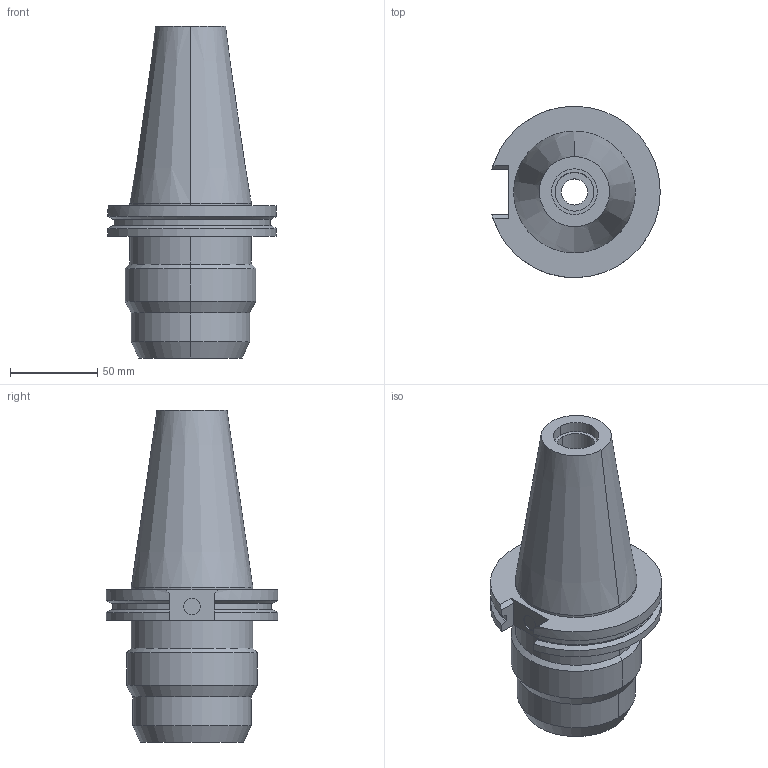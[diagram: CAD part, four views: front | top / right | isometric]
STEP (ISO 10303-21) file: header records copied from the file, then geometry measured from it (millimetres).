
FILE_DESCRIPTION((''),'2;1');
FILE_NAME('BCV50-HDC1_250-3_5','2018-04-27T',('ykawabe'),(''),'CREO PARAMETRIC BY PTC INC, 2016380','CREO PARAMETRIC BY PTC INC, 2016380','');
FILE_SCHEMA(('AUTOMOTIVE_DESIGN { 1 0 10303 214 1 1 1 1 }'));
Length unit declared in the file: millimetre
Products named in the file (1): BCV50-HDC1_250-3_5
Bounding box: 96.69 x 98.42 x 190.5 mm (x, y, z)
Volume: 540051.8 mm3; surface area: 67478.1 mm2
Topology: 1 solids, 1 shells, 51 faces, 128 edges, 86 vertices
Faces by surface type: cylinder 25, plane 16, cone 10
Entity records: 2113 total; most frequent: DIRECTION 304, CARTESIAN_POINT 294, ORIENTED_EDGE 256, PRESENTATION_STYLE_ASSIGNMENT 133, STYLED_ITEM 133, CURVE_STYLE 132, EDGE_CURVE 128, AXIS2_PLACEMENT_3D 126
